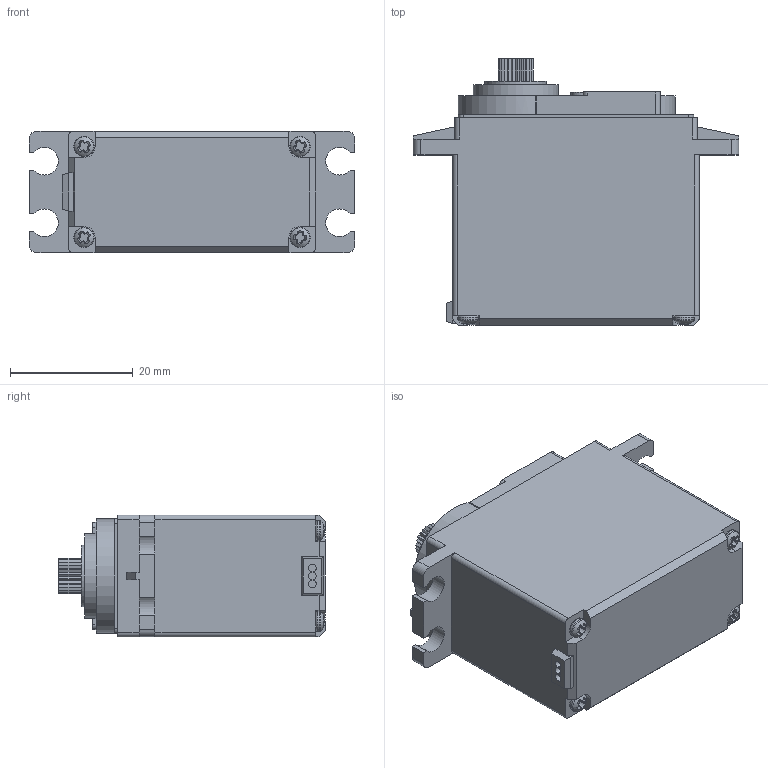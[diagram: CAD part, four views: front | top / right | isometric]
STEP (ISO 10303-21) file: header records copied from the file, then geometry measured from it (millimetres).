
FILE_DESCRIPTION( ( '' ), ' ' );
FILE_NAME( '5a2ae5957ea5920ef22ec2ab.step', '2017-12-08T19:18:46', ( '' ), ( '' ), ' ', ' ', ' ' );
FILE_SCHEMA( ( 'AUTOMOTIVE_DESIGN { 1 0 10303 214 1 1 1 1 }' ) );
Length unit declared in the file: metre
Products named in the file (1): HS-5485HB
Bounding box: 53.04 x 43.41 x 19.84 mm (x, y, z)
Volume: 29877.4 mm3; surface area: 6837.3 mm2
Topology: 1 solids, 1 shells, 323 faces, 904 edges, 598 vertices
Faces by surface type: plane 203, cylinder 92, cone 16, torus 8, sphere 4
Full cylindrical faces by diameter (mm): 2.261 x1, 3.277 x4, 10.058 x1, 13.868 x1
Entity records: 13113 total; most frequent: CARTESIAN_POINT 2081, ORIENTED_EDGE 1776, DIRECTION 1763, EDGE_CURVE 888, AXIS2_PLACEMENT_3D 599, VERTEX_POINT 597, LINE 565, VECTOR 565
